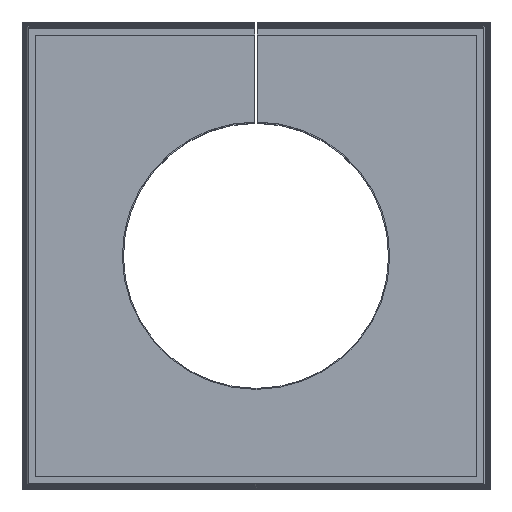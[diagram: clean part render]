
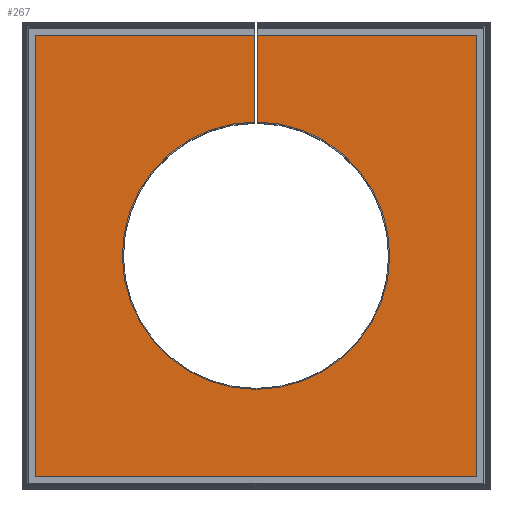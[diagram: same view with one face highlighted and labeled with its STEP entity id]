
A CAD part, top view. The second image highlights one B-rep face of the part: STEP entity #267.
In plain terms, the highlighted planar face has unit normal (0, 0, 1).
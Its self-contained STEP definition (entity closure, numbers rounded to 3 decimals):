
#56=CIRCLE('',#2280,12.);
#267=ADVANCED_FACE('',(#480),#375,.T.);
#375=PLANE('',#2281);
#480=FACE_OUTER_BOUND('',#606,.T.);
#606=EDGE_LOOP('',(#1087,#1088,#1089,#1090,#1091,#1092,#1093,#1094));
#1087=ORIENTED_EDGE('',*,*,#1700,.F.);
#1088=ORIENTED_EDGE('',*,*,#1701,.T.);
#1089=ORIENTED_EDGE('',*,*,#1702,.T.);
#1090=ORIENTED_EDGE('',*,*,#1703,.T.);
#1091=ORIENTED_EDGE('',*,*,#1704,.T.);
#1092=ORIENTED_EDGE('',*,*,#1483,.T.);
#1093=ORIENTED_EDGE('',*,*,#1705,.T.);
#1094=ORIENTED_EDGE('',*,*,#1706,.F.);
#1277=VERTEX_POINT('',#2854);
#1279=VERTEX_POINT('',#2857);
#1415=VERTEX_POINT('',#3874);
#1416=VERTEX_POINT('',#3875);
#1417=VERTEX_POINT('',#3877);
#1418=VERTEX_POINT('',#3879);
#1419=VERTEX_POINT('',#3881);
#1420=VERTEX_POINT('',#3884);
#1483=EDGE_CURVE('',#1279,#1277,#1793,.T.);
#1700=EDGE_CURVE('',#1415,#1416,#1931,.T.);
#1701=EDGE_CURVE('',#1415,#1417,#1932,.T.);
#1702=EDGE_CURVE('',#1417,#1418,#1933,.T.);
#1703=EDGE_CURVE('',#1418,#1419,#1934,.T.);
#1704=EDGE_CURVE('',#1419,#1279,#1935,.T.);
#1705=EDGE_CURVE('',#1277,#1420,#1936,.T.);
#1706=EDGE_CURVE('',#1416,#1420,#56,.T.);
#1793=LINE('',#2856,#2003);
#1931=LINE('',#3873,#2150);
#1932=LINE('',#3876,#2151);
#1933=LINE('',#3878,#2152);
#1934=LINE('',#3880,#2153);
#1935=LINE('',#3882,#2154);
#1936=LINE('',#3883,#2155);
#2003=VECTOR('',#2366,1.);
#2150=VECTOR('',#2671,1.);
#2151=VECTOR('',#2672,1.);
#2152=VECTOR('',#2673,1.);
#2153=VECTOR('',#2674,1.);
#2154=VECTOR('',#2675,1.);
#2155=VECTOR('',#2676,1.);
#2280=AXIS2_PLACEMENT_3D('',#3885,#2677,#2678);
#2281=AXIS2_PLACEMENT_3D('',#3886,#2679,#2680);
#2366=DIRECTION('',(-1.,0.,0.));
#2671=DIRECTION('',(0.,-1.,0.));
#2672=DIRECTION('',(-1.,0.,0.));
#2673=DIRECTION('',(0.,-1.,0.));
#2674=DIRECTION('',(1.,0.,0.));
#2675=DIRECTION('',(0.,1.,0.));
#2676=DIRECTION('',(0.,-1.,0.));
#2677=DIRECTION('',(0.,0.,1.));
#2678=DIRECTION('',(1.,0.,0.));
#2679=DIRECTION('',(0.,0.,1.));
#2680=DIRECTION('',(-1.,0.,0.));
#2854=CARTESIAN_POINT('',(0.1,19.8,17.7));
#2856=CARTESIAN_POINT('',(19.8,19.8,17.7));
#2857=CARTESIAN_POINT('',(19.8,19.8,17.7));
#3873=CARTESIAN_POINT('',(-0.1,0.,17.7));
#3874=CARTESIAN_POINT('',(-0.1,19.8,17.7));
#3875=CARTESIAN_POINT('',(-0.1,12.,17.7));
#3876=CARTESIAN_POINT('',(19.8,19.8,17.7));
#3877=CARTESIAN_POINT('',(-19.8,19.8,17.7));
#3878=CARTESIAN_POINT('',(-19.8,19.8,17.7));
#3879=CARTESIAN_POINT('',(-19.8,-19.8,17.7));
#3880=CARTESIAN_POINT('',(-19.8,-19.8,17.7));
#3881=CARTESIAN_POINT('',(19.8,-19.8,17.7));
#3882=CARTESIAN_POINT('',(19.8,-19.8,17.7));
#3883=CARTESIAN_POINT('',(0.1,0.,17.7));
#3884=CARTESIAN_POINT('',(0.1,12.,17.7));
#3885=CARTESIAN_POINT('',(0.,0.,17.7));
#3886=CARTESIAN_POINT('',(0.,0.,17.7));
